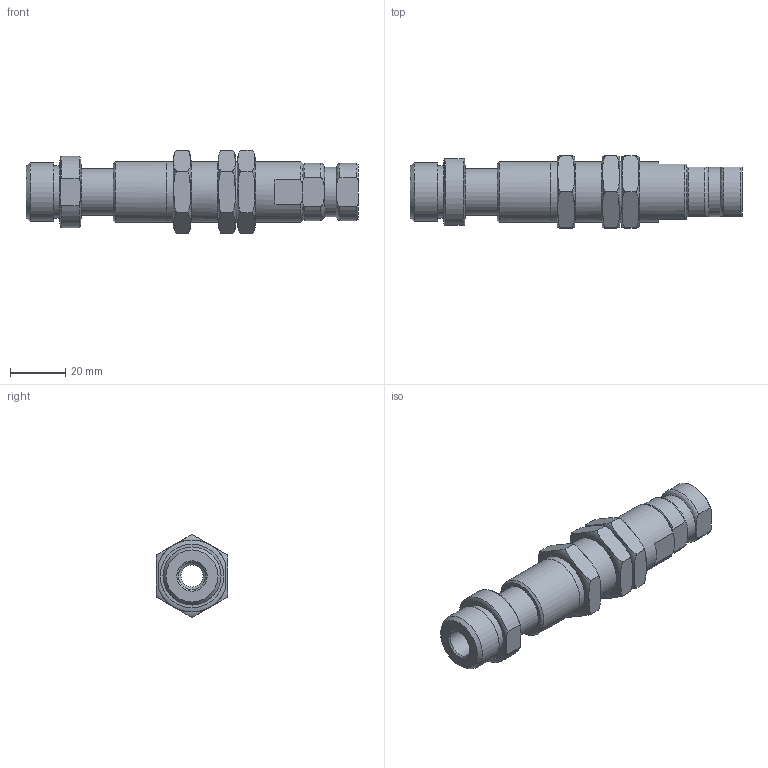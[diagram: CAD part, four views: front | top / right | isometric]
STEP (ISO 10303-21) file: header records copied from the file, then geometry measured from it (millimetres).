
FILE_DESCRIPTION( ( 'Unknown' ), '1' );
FILE_NAME( 'L1230T.stp', 'Unknown', ( 'Unknown' ), ( 'Unknown' ), 'PSStep 10.0', 'Unknown', ' ' );
FILE_SCHEMA( ( 'AUTOMOTIVE_DESIGN { 1 0 10303 214 1 1 1 1 }' ) );
Length unit declared in the file: millimetre
Products named in the file (5): Assem1; SHA; HOU; UPPER; NUT(M22XP1.5)
Bounding box: 120 x 26 x 30.02 mm (x, y, z)
Surface area: 41142.9 mm2 (no closed solid volume)
Topology: 0 solids, 137 shells, 137 faces, 565 edges, 510 vertices
Faces by surface type: plane 58, cylinder 39, cone 26, revolution 14
Full cylindrical faces by diameter (mm): 8 x2, 10 x2, 13 x6, 17 x4, 17.8 x2, 18.8 x2, 21 x2, 22 x5, 23 x2
Entity records: 4444 total; most frequent: CARTESIAN_POINT 1954, DIRECTION 406, ORIENTED_EDGE 230, EDGE_CURVE 230, VERTEX_POINT 230, AXIS2_PLACEMENT_3D 170, CIRCLE 106, FACE_BOUND 100
